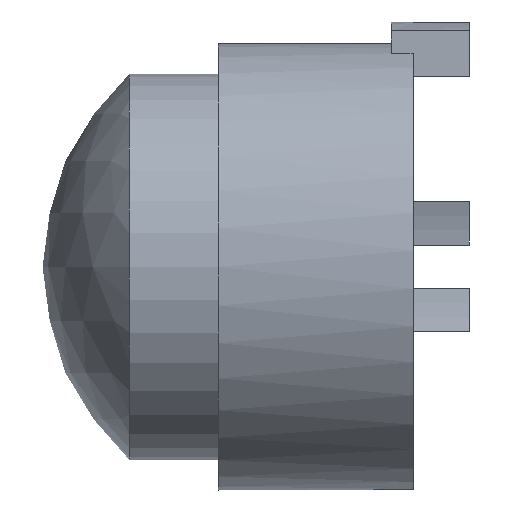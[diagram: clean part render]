
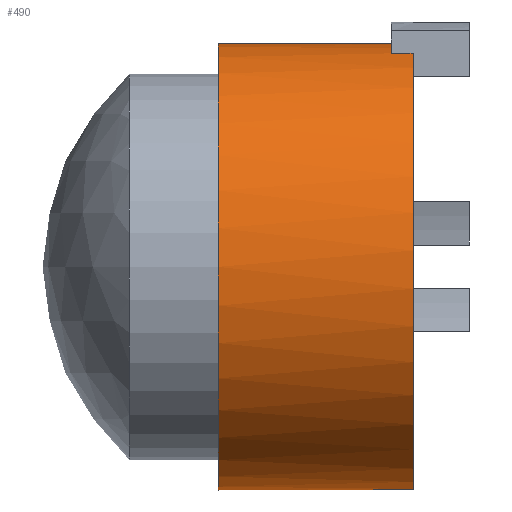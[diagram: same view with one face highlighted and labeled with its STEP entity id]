
A CAD part, left-side view. The second image highlights one B-rep face of the part: STEP entity #490.
In plain terms, the highlighted cylindrical face has radius 5.15 mm (diameter 10.3 mm), a full revolution.
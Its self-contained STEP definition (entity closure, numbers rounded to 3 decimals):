
#39=FACE_OUTER_BOUND('',#68,.T.);
#68=EDGE_LOOP('',(#342,#343,#344,#345,#346,#347,#348,#349,#350,#351,#352,
#353));
#102=LINE('',#767,#146);
#103=LINE('',#771,#147);
#104=LINE('',#776,#148);
#105=LINE('',#780,#149);
#106=LINE('',#784,#150);
#146=VECTOR('',#606,0.5);
#147=VECTOR('',#609,5.15);
#148=VECTOR('',#614,0.5);
#149=VECTOR('',#617,0.5);
#150=VECTOR('',#620,0.5);
#189=CIRCLE('',#537,5.15);
#190=CIRCLE('',#538,5.15);
#191=CIRCLE('',#539,5.15);
#192=CIRCLE('',#540,5.15);
#193=CIRCLE('',#541,5.15);
#194=CIRCLE('',#542,5.15);
#220=VERTEX_POINT('',#765);
#221=VERTEX_POINT('',#766);
#222=VERTEX_POINT('',#768);
#223=VERTEX_POINT('',#770);
#224=VERTEX_POINT('',#773);
#225=VERTEX_POINT('',#775);
#226=VERTEX_POINT('',#777);
#227=VERTEX_POINT('',#779);
#228=VERTEX_POINT('',#781);
#229=VERTEX_POINT('',#783);
#269=EDGE_CURVE('',#220,#221,#102,.T.);
#270=EDGE_CURVE('',#222,#220,#189,.T.);
#271=EDGE_CURVE('',#222,#223,#103,.T.);
#272=EDGE_CURVE('',#223,#223,#190,.T.);
#273=EDGE_CURVE('',#224,#222,#191,.T.);
#274=EDGE_CURVE('',#224,#225,#104,.T.);
#275=EDGE_CURVE('',#226,#225,#192,.T.);
#276=EDGE_CURVE('',#227,#226,#105,.T.);
#277=EDGE_CURVE('',#228,#227,#193,.T.);
#278=EDGE_CURVE('',#228,#229,#106,.T.);
#279=EDGE_CURVE('',#221,#229,#194,.T.);
#342=ORIENTED_EDGE('',*,*,#269,.F.);
#343=ORIENTED_EDGE('',*,*,#270,.F.);
#344=ORIENTED_EDGE('',*,*,#271,.T.);
#345=ORIENTED_EDGE('',*,*,#272,.F.);
#346=ORIENTED_EDGE('',*,*,#271,.F.);
#347=ORIENTED_EDGE('',*,*,#273,.F.);
#348=ORIENTED_EDGE('',*,*,#274,.T.);
#349=ORIENTED_EDGE('',*,*,#275,.F.);
#350=ORIENTED_EDGE('',*,*,#276,.F.);
#351=ORIENTED_EDGE('',*,*,#277,.F.);
#352=ORIENTED_EDGE('',*,*,#278,.T.);
#353=ORIENTED_EDGE('',*,*,#279,.F.);
#479=CYLINDRICAL_SURFACE('',#536,5.15);
#490=ADVANCED_FACE('',(#39),#479,.T.);
#536=AXIS2_PLACEMENT_3D('',#764,#604,#605);
#537=AXIS2_PLACEMENT_3D('',#769,#607,#608);
#538=AXIS2_PLACEMENT_3D('',#772,#610,#611);
#539=AXIS2_PLACEMENT_3D('',#774,#612,#613);
#540=AXIS2_PLACEMENT_3D('',#778,#615,#616);
#541=AXIS2_PLACEMENT_3D('',#782,#618,#619);
#542=AXIS2_PLACEMENT_3D('',#785,#621,#622);
#604=DIRECTION('center_axis',(0.,-1.,0.));
#605=DIRECTION('ref_axis',(0.,0.,-1.));
#606=DIRECTION('',(0.,-1.,0.));
#607=DIRECTION('center_axis',(0.,-1.,0.));
#608=DIRECTION('ref_axis',(1.,0.,0.));
#609=DIRECTION('',(0.,1.,0.));
#610=DIRECTION('center_axis',(0.,1.,0.));
#611=DIRECTION('ref_axis',(0.,0.,1.));
#612=DIRECTION('center_axis',(0.,-1.,0.));
#613=DIRECTION('ref_axis',(1.,0.,0.));
#614=DIRECTION('',(0.,-1.,0.));
#615=DIRECTION('center_axis',(0.,-1.,0.));
#616=DIRECTION('ref_axis',(0.,0.,-1.));
#617=DIRECTION('',(0.,-1.,0.));
#618=DIRECTION('center_axis',(0.,-1.,0.));
#619=DIRECTION('ref_axis',(0.,0.,-1.));
#620=DIRECTION('',(0.,-1.,0.));
#621=DIRECTION('center_axis',(0.,-1.,0.));
#622=DIRECTION('ref_axis',(0.,0.,-1.));
#764=CARTESIAN_POINT('Origin',(0.,5.8,0.));
#765=CARTESIAN_POINT('',(-1.5,1.8,4.927));
#766=CARTESIAN_POINT('',(-1.5,1.3,4.927));
#767=CARTESIAN_POINT('',(-1.5,1.8,4.927));
#768=CARTESIAN_POINT('',(0.,1.8,5.15));
#769=CARTESIAN_POINT('Origin',(0.,1.8,0.));
#770=CARTESIAN_POINT('',(0.,5.8,5.15));
#771=CARTESIAN_POINT('',(0.,5.8,5.15));
#772=CARTESIAN_POINT('Origin',(0.,5.8,0.));
#773=CARTESIAN_POINT('',(1.5,1.8,4.927));
#774=CARTESIAN_POINT('Origin',(0.,1.8,0.));
#775=CARTESIAN_POINT('',(1.5,1.3,4.927));
#776=CARTESIAN_POINT('',(1.5,1.8,4.927));
#777=CARTESIAN_POINT('',(4.927,1.3,1.5));
#778=CARTESIAN_POINT('Origin',(0.,1.3,0.));
#779=CARTESIAN_POINT('',(4.927,1.8,1.5));
#780=CARTESIAN_POINT('',(4.927,1.8,1.5));
#781=CARTESIAN_POINT('',(4.927,1.8,-1.5));
#782=CARTESIAN_POINT('Origin',(0.,1.8,0.));
#783=CARTESIAN_POINT('',(4.927,1.3,-1.5));
#784=CARTESIAN_POINT('',(4.927,1.8,-1.5));
#785=CARTESIAN_POINT('Origin',(0.,1.3,0.));
